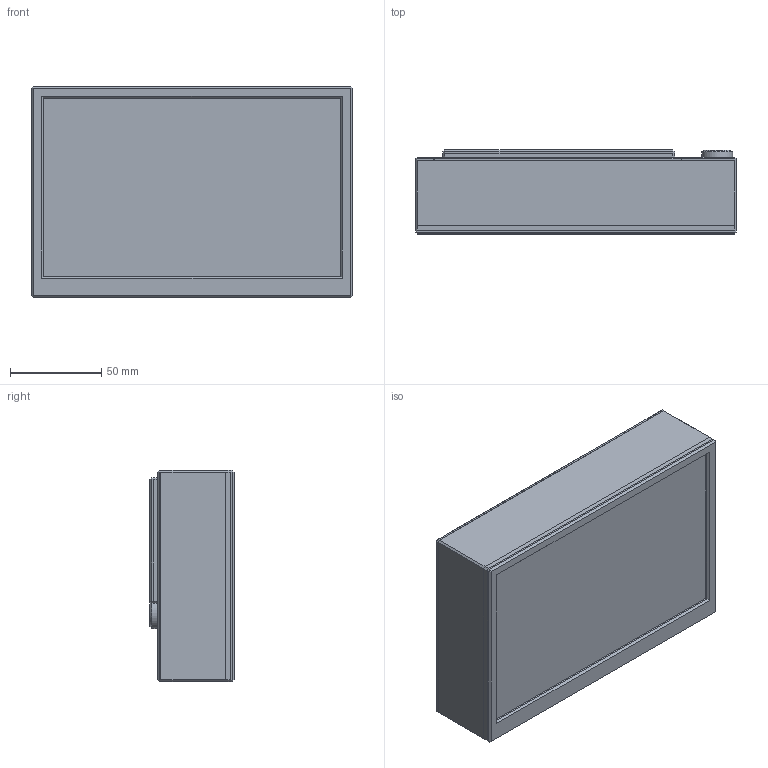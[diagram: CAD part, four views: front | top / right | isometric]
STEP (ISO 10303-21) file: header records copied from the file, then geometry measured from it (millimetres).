
FILE_DESCRIPTION(/* description */ (''),/* implementation_level */ '2;1');
FILE_NAME(/* name */ 'Other case v28.step',/* time_stamp */ '2024-08-02T23:38:32-04:00',/* author */ (''),/* organization */ (''),/* preprocessor_version */ 'ST-DEVELOPER v20',/* originating_system */ 'Autodesk Translation Framework v13.14.0.145',/* authorisation */ '');
FILE_SCHEMA (('AUTOMOTIVE_DESIGN { 1 0 10303 214 3 1 1 }'));
Length unit declared in the file: millimetre
Products named in the file (9): Other case; Display; Display lid; Case; Case lid; Function button ring; Battery restrainer; Battery lid; Battery space
Assembly tree (8 placements, depth 4):
  Other case
    Display
      Display lid
    Case
      Case lid
        Function button ring
      Battery restrainer
      Battery lid
        Battery space
Bounding box: 176.2 x 46.18 x 116.2 mm (x, y, z)
Volume: 134669.3 mm3; surface area: 156091.9 mm2
Topology: 8 solids, 8 shells, 651 faces, 1699 edges, 1097 vertices
Faces by surface type: plane 348, bspline 277, cylinder 19, cone 7
Full cylindrical faces by diameter (mm): 2.5 x8, 3.5 x4, 4.5 x4, 13 x2, 17 x1
Entity records: 22497 total; most frequent: CARTESIAN_POINT 8173, ORIENTED_EDGE 3398, DIRECTION 1968, EDGE_CURVE 1699, LINE 1104, VECTOR 1104, VERTEX_POINT 1097, EDGE_LOOP 712
